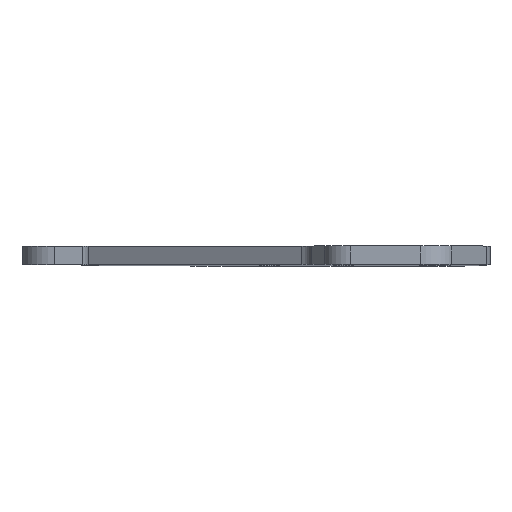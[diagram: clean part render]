
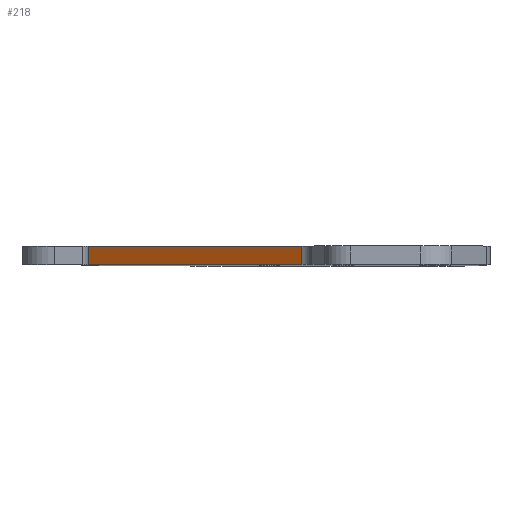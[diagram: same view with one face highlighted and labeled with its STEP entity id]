
A CAD part, top view. The second image highlights one B-rep face of the part: STEP entity #218.
In plain terms, the highlighted planar face has unit normal (-0.554, 0, 0.832).
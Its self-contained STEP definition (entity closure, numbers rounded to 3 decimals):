
#218=ADVANCED_FACE('',(#476),#477,.F.);
#476=FACE_OUTER_BOUND('',#725,.T.);
#477=PLANE('',#726);
#725=EDGE_LOOP('',(#1164,#1165,#1166,#1167));
#726=AXIS2_PLACEMENT_3D('',#1168,#1169,#1170);
#1164=ORIENTED_EDGE('',*,*,#1281,.T.);
#1165=ORIENTED_EDGE('',*,*,#1235,.T.);
#1166=ORIENTED_EDGE('',*,*,#1261,.T.);
#1167=ORIENTED_EDGE('',*,*,#1315,.T.);
#1168=CARTESIAN_POINT('',(-6.841,-84.686,263.756));
#1169=DIRECTION('',(0.555,0.0,-0.832));
#1170=DIRECTION('',(-0.832,0.0,-0.555));
#1235=EDGE_CURVE('',#1424,#1422,#1425,.F.);
#1261=EDGE_CURVE('',#1422,#1469,#1471,.T.);
#1281=EDGE_CURVE('',#1507,#1424,#1508,.T.);
#1315=EDGE_CURVE('',#1469,#1507,#1570,.F.);
#1422=VERTEX_POINT('',#1701);
#1424=VERTEX_POINT('',#1703);
#1425=LINE('',#1704,#1705);
#1469=VERTEX_POINT('',#1760);
#1471=LINE('',#1762,#1763);
#1507=VERTEX_POINT('',#1802);
#1508=LINE('',#1803,#1804);
#1570=LINE('',#1874,#1875);
#1701=CARTESIAN_POINT('',(8.155,14.5,273.749));
#1703=CARTESIAN_POINT('',(8.155,11.5,273.749));
#1704=CARTESIAN_POINT('',(8.155,-84.686,273.749));
#1705=VECTOR('',#2010,1.0);
#1760=CARTESIAN_POINT('',(-26.622,14.5,250.574));
#1762=CARTESIAN_POINT('',(-75.491,14.5,218.009));
#1763=VECTOR('',#2058,1.0);
#1802=CARTESIAN_POINT('',(-26.622,11.5,250.574));
#1803=CARTESIAN_POINT('',(-75.491,11.5,218.009));
#1804=VECTOR('',#2104,1.0);
#1874=CARTESIAN_POINT('',(-26.622,11.5,250.574));
#1875=VECTOR('',#2185,1.0);
#2010=DIRECTION('',(0.0,-1.0,0.0));
#2058=DIRECTION('',(-0.832,0.,-0.555));
#2104=DIRECTION('',(0.832,0.0,0.555));
#2185=DIRECTION('',(0.0,1.0,0.0));
